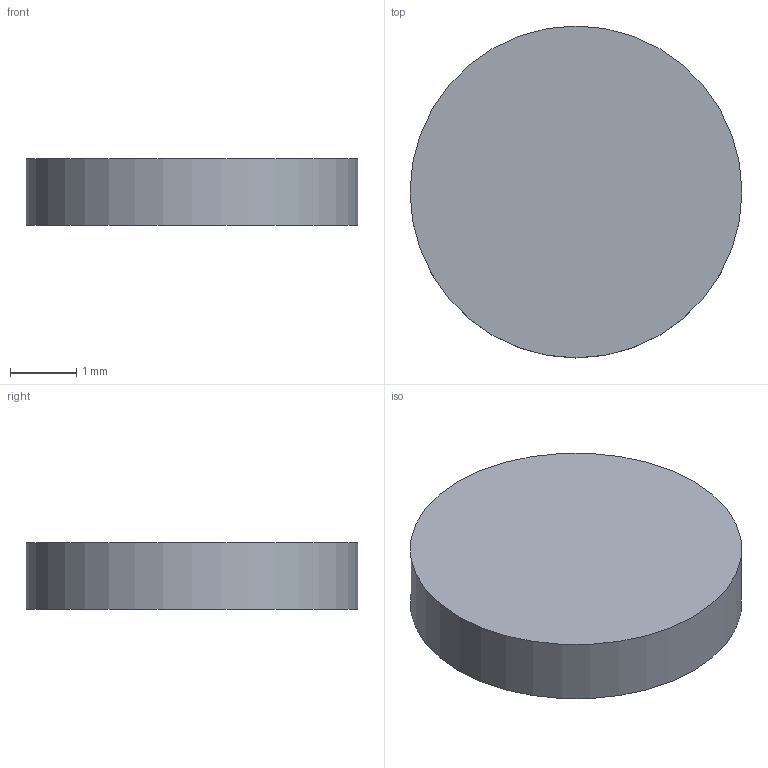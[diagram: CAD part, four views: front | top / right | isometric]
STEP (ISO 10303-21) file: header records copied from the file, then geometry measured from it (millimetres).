
FILE_DESCRIPTION (( 'STEP AP203' ), '1' );
FILE_NAME ('87699.STEP', '2013-04-03T17:26:34', ( '' ), ( '' ), 'SwSTEP 2.0', 'SolidWorks 2011', '' );
FILE_SCHEMA (( 'CONFIG_CONTROL_DESIGN' ));
Length unit declared in the file: millimetre
Products named in the file (1): 87699
Bounding box: 5 x 5 x 1 mm (x, y, z)
Volume: 19.6 mm3; surface area: 55 mm2
Topology: 1 solids, 1 shells, 3 faces, 3 edges, 2 vertices
Faces by surface type: plane 2, cylinder 1
Full cylindrical faces by diameter (mm): 5 x1
Entity records: 131 total; most frequent: DIRECTION 12, CARTESIAN_POINT 8, PERSON_AND_ORGANIZATION 8, AXIS2_PLACEMENT_3D 6, LOCAL_TIME 5, DATE_AND_TIME 5, PERSON_AND_ORGANIZATION_ROLE 5, CALENDAR_DATE 5
